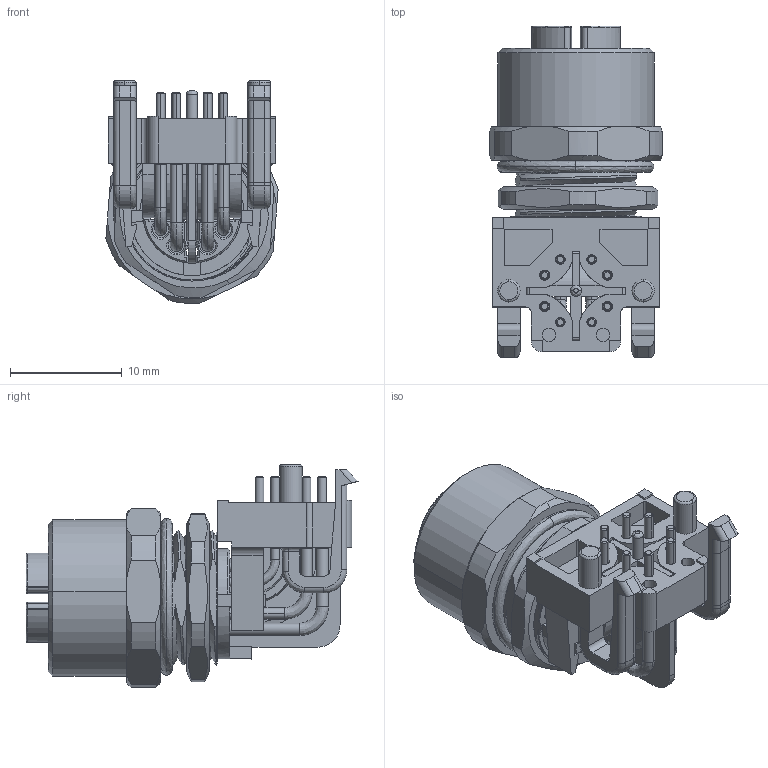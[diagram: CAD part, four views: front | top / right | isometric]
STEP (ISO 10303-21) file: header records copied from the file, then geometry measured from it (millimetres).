
FILE_DESCRIPTION (( 'STEP AP203' ), '1' );
FILE_NAME ('P217.STEP', '2020-03-31T08:59:40', ( 'edpusr' ), ( 'Microsoft' ), 'SwSTEP 2.0', 'SolidWorks 2015', '' );
FILE_SCHEMA (( 'CONFIG_CONTROL_DESIGN' ));
Length unit declared in the file: millimetre
Products named in the file (1): P217
Bounding box: 15.4 x 29.67 x 19.92 mm (x, y, z)
Volume: 2829.3 mm3; surface area: 6822.4 mm2
Topology: 20 solids, 20 shells, 1076 faces, 2586 edges, 1612 vertices
Faces by surface type: cylinder 405, plane 396, cone 144, bspline 131
Entity records: 39237 total; most frequent: CARTESIAN_POINT 14599, ORIENTED_EDGE 5168, DIRECTION 5095, EDGE_CURVE 2584, AXIS2_PLACEMENT_3D 1914, VERTEX_POINT 1612, VECTOR 1267, LINE 1267
